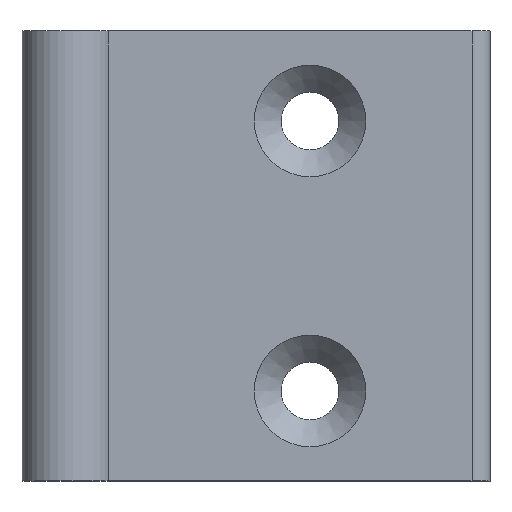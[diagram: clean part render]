
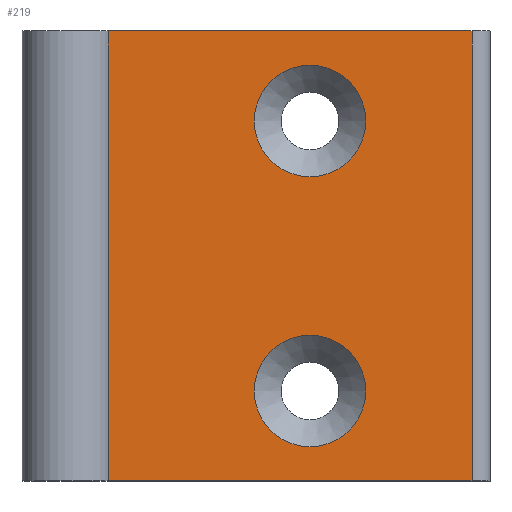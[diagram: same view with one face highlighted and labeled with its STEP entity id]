
A CAD part, top view. The second image highlights one B-rep face of the part: STEP entity #219.
In plain terms, the highlighted planar face has unit normal (0, 0, 1).
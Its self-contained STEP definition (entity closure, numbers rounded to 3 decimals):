
#32=LINE('',#355,#44);
#33=LINE('',#363,#45);
#34=LINE('',#365,#46);
#35=LINE('',#367,#47);
#44=VECTOR('',#286,1000.);
#45=VECTOR('',#295,1000.);
#46=VECTOR('',#296,1000.);
#47=VECTOR('',#297,1000.);
#62=ORIENTED_EDGE('',*,*,#113,.T.);
#63=ORIENTED_EDGE('',*,*,#114,.T.);
#64=ORIENTED_EDGE('',*,*,#115,.T.);
#65=ORIENTED_EDGE('',*,*,#116,.F.);
#66=ORIENTED_EDGE('',*,*,#117,.F.);
#67=ORIENTED_EDGE('',*,*,#111,.T.);
#111=EDGE_CURVE('',#137,#136,#32,.T.);
#113=EDGE_CURVE('',#138,#138,#154,.T.);
#114=EDGE_CURVE('',#139,#139,#155,.T.);
#115=EDGE_CURVE('',#136,#140,#33,.T.);
#116=EDGE_CURVE('',#141,#140,#34,.T.);
#117=EDGE_CURVE('',#137,#141,#35,.T.);
#136=VERTEX_POINT('',#354);
#137=VERTEX_POINT('',#356);
#138=VERTEX_POINT('',#360);
#139=VERTEX_POINT('',#362);
#140=VERTEX_POINT('',#364);
#141=VERTEX_POINT('',#366);
#154=CIRCLE('',#250,6.2);
#155=CIRCLE('',#251,6.2);
#168=EDGE_LOOP('',(#62));
#169=EDGE_LOOP('',(#63));
#170=EDGE_LOOP('',(#64,#65,#66,#67));
#192=FACE_BOUND('',#168,.T.);
#193=FACE_BOUND('',#169,.T.);
#194=FACE_BOUND('',#170,.T.);
#213=PLANE('',#249);
#219=ADVANCED_FACE('',(#192,#193,#194),#213,.F.);
#249=AXIS2_PLACEMENT_3D('',#358,#289,#290);
#250=AXIS2_PLACEMENT_3D('',#359,#291,#292);
#251=AXIS2_PLACEMENT_3D('',#361,#293,#294);
#286=DIRECTION('',(0.,-1.,0.));
#289=DIRECTION('',(0.,0.,-1.));
#290=DIRECTION('',(-1.,0.,0.));
#291=DIRECTION('',(0.,0.,-1.));
#292=DIRECTION('',(-1.,0.,0.));
#293=DIRECTION('',(0.,0.,-1.));
#294=DIRECTION('',(-1.,0.,0.));
#295=DIRECTION('',(1.,0.,0.));
#296=DIRECTION('',(0.,-1.,0.));
#297=DIRECTION('',(1.,0.,0.));
#354=CARTESIAN_POINT('',(4.583,-25.,2.));
#355=CARTESIAN_POINT('',(4.583,25.,2.));
#356=CARTESIAN_POINT('',(4.583,25.,2.));
#358=CARTESIAN_POINT('',(4.583,25.,2.));
#359=CARTESIAN_POINT('',(27.,-15.,2.));
#360=CARTESIAN_POINT('',(20.8,-15.,2.));
#361=CARTESIAN_POINT('',(27.,15.,2.));
#362=CARTESIAN_POINT('',(20.8,15.,2.));
#363=CARTESIAN_POINT('',(4.583,-25.,2.));
#364=CARTESIAN_POINT('',(45.,-25.,2.));
#365=CARTESIAN_POINT('',(45.,25.,2.));
#366=CARTESIAN_POINT('',(45.,25.,2.));
#367=CARTESIAN_POINT('',(4.583,25.,2.));
